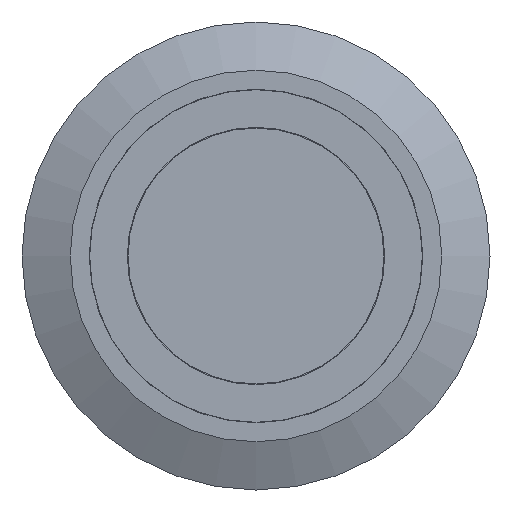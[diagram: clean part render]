
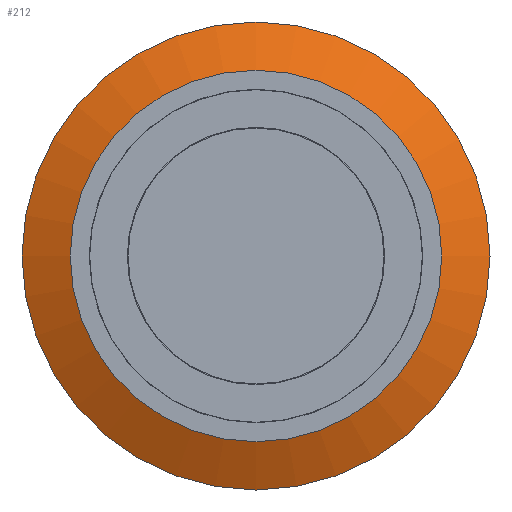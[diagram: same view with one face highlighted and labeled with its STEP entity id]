
A CAD part, left-side view. The second image highlights one B-rep face of the part: STEP entity #212.
In plain terms, the highlighted conical face has half-angle 65.556 degrees and reference radius 25.4 mm.
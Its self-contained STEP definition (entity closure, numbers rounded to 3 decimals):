
#110=CARTESIAN_POINT('',(-0.5,0.0,16.));
#111=VERTEX_POINT('',#110);
#112=CARTESIAN_POINT('',(-0.5,0.0,0.0));
#113=DIRECTION('',(1.0,0.0,0.0));
#114=DIRECTION('',(0.0,-1.0,0.0));
#115=AXIS2_PLACEMENT_3D('',#112,#113,#114);
#116=CIRCLE('',#115,16.);
#117=EDGE_CURVE('',#111,#111,#116,.T.);
#186=CARTESIAN_POINT('',(-2.,0.0,12.7));
#187=VERTEX_POINT('',#186);
#188=CARTESIAN_POINT('',(-2.,0.0,0.0));
#189=DIRECTION('',(-1.0,0.0,0.0));
#190=DIRECTION('',(0.0,0.0,1.0));
#191=AXIS2_PLACEMENT_3D('',#188,#189,#190);
#192=CIRCLE('',#191,12.7);
#193=EDGE_CURVE('',#187,#187,#192,.T.);
#201=CARTESIAN_POINT('',(3.773,0.0,0.0));
#202=DIRECTION('',(1.0,0.0,0.0));
#203=DIRECTION('',(0.0,0.0,1.0));
#204=AXIS2_PLACEMENT_3D('',#201,#202,#203);
#205=CONICAL_SURFACE('',#204,25.4,65.556);
#206=ORIENTED_EDGE('',*,*,#117,.F.);
#207=EDGE_LOOP('',(#206));
#208=FACE_OUTER_BOUND('',#207,.T.);
#209=ORIENTED_EDGE('',*,*,#193,.F.);
#210=EDGE_LOOP('',(#209));
#211=FACE_BOUND('',#210,.T.);
#212=ADVANCED_FACE('',(#208,#211),#205,.T.);
